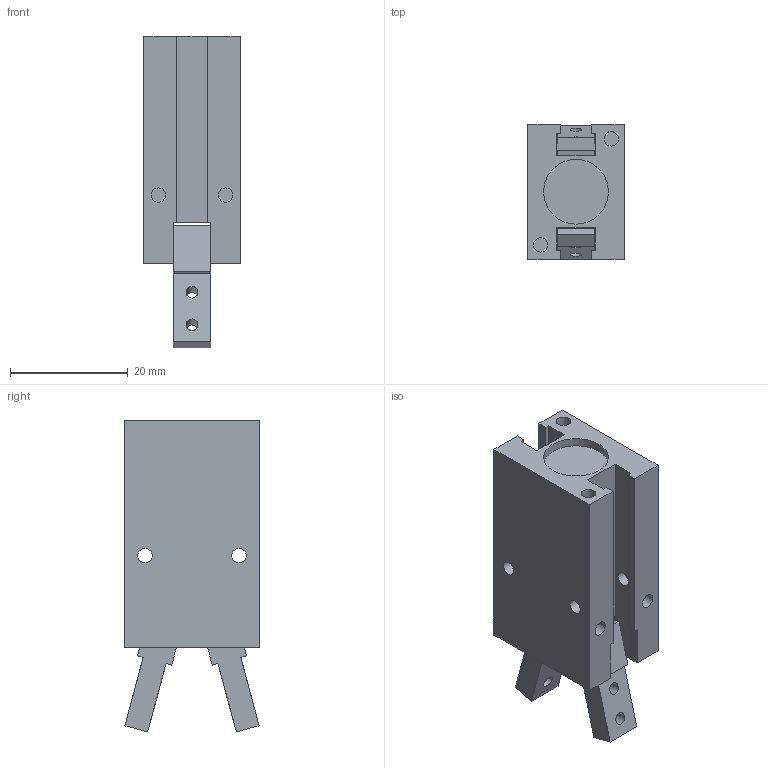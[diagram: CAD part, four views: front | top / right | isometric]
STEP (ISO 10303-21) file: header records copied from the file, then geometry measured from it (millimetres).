
FILE_DESCRIPTION((''),'2;1');
FILE_NAME('630110D.stp','2007-02-26T13:57:12',('valotma1'),(''),'Autodesk Inventor 11','Autodesk Inventor 11','');
FILE_SCHEMA(('AUTOMOTIVE_DESIGN { 1 0 10303 214 1 1 1 1 }'));
Length unit declared in the file: millimetre
Products named in the file (3): 630110D; CORPO Ø10; DITO Ø10
Assembly tree (3 placements, depth 2):
  630110D
    CORPO Ø10
    DITO Ø10  x2
Bounding box: 16.4 x 23 x 52.93 mm (x, y, z)
Volume: 11851 mm3; surface area: 6540 mm2
Topology: 3 solids, 3 shells, 92 faces, 251 edges, 168 vertices
Faces by surface type: plane 65, bspline 20, cylinder 7
Full cylindrical faces by diameter (mm): 2.5 x4, 11 x1
Entity records: 2809 total; most frequent: CARTESIAN_POINT 799, ORIENTED_EDGE 392, DIRECTION 370, EDGE_CURVE 196, VECTOR 148, LINE 148, VERTEX_POINT 140, EDGE_LOOP 116
